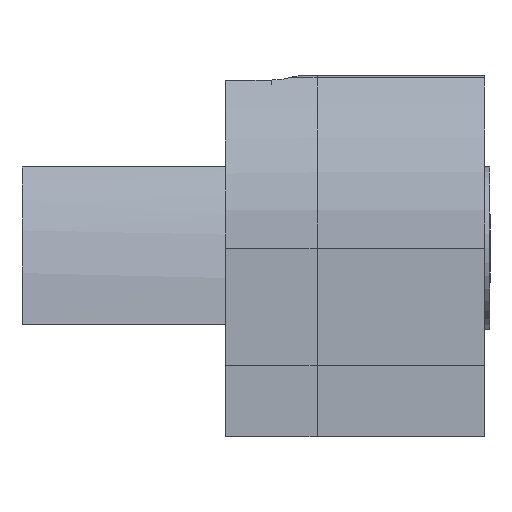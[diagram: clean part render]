
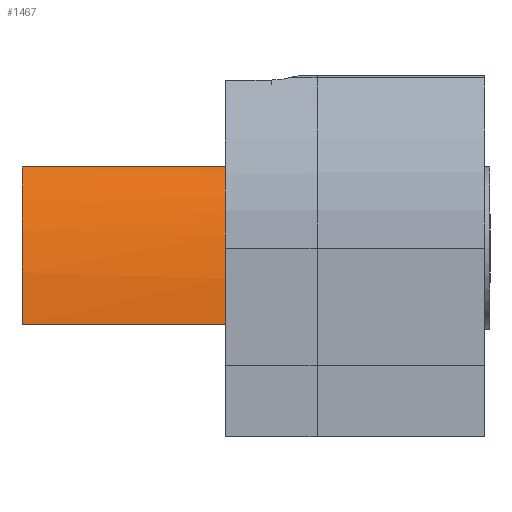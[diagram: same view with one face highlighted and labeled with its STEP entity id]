
A CAD part, left-side view. The second image highlights one B-rep face of the part: STEP entity #1467.
In plain terms, the highlighted face is a extrusion surface.
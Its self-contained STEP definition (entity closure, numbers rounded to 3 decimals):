
#252 = VERTEX_POINT('',#253);
#253 = CARTESIAN_POINT('',(-6.999,9.,5.));
#267 = PLANE('',#268);
#268 = AXIS2_PLACEMENT_3D('',#269,#270,#271);
#269 = CARTESIAN_POINT('',(0.,9.,1.312));
#270 = DIRECTION('',(0.,1.,0.));
#271 = DIRECTION('',(0.,0.,1.));
#295 = PLANE('',#296);
#296 = AXIS2_PLACEMENT_3D('',#297,#298,#299);
#297 = CARTESIAN_POINT('',(13.,9.,5.));
#298 = DIRECTION('',(0.,-1.,0.));
#299 = DIRECTION('',(-1.,0.,0.));
#539 = VERTEX_POINT('',#540);
#540 = CARTESIAN_POINT('',(-4.642,9.,8.));
#554 = PLANE('',#555);
#555 = AXIS2_PLACEMENT_3D('',#556,#557,#558);
#556 = CARTESIAN_POINT('',(4.642,9.,8.));
#557 = DIRECTION('',(0.,0.,1.));
#558 = DIRECTION('',(-1.,0.,0.));
#709 = PLANE('',#710);
#710 = AXIS2_PLACEMENT_3D('',#711,#712,#713);
#711 = CARTESIAN_POINT('',(0.,29.,1.312));
#712 = DIRECTION('',(0.,1.,0.));
#713 = DIRECTION('',(0.,0.,1.));
#918 = VERTEX_POINT('',#919);
#919 = CARTESIAN_POINT('',(-10.,9.,-7.5));
#933 = PLANE('',#934);
#934 = AXIS2_PLACEMENT_3D('',#935,#936,#937);
#935 = CARTESIAN_POINT('',(-9.,9.,-7.5));
#936 = DIRECTION('',(0.,0.,1.));
#937 = DIRECTION('',(-1.,0.,0.));
#945 = EDGE_CURVE('',#918,#252,#946,.T.);
#946 = SURFACE_CURVE('',#947,(#952,#959),.PCURVE_S1.);
#947 = ELLIPSE('',#948,17.5,10.);
#948 = AXIS2_PLACEMENT_3D('',#949,#950,#951);
#949 = CARTESIAN_POINT('',(0.,9.,-7.5));
#950 = DIRECTION('',(0.,1.,0.));
#951 = DIRECTION('',(0.,0.,1.));
#952 = PCURVE('',#267,#953);
#953 = DEFINITIONAL_REPRESENTATION('',(#954),#958);
#954 = ELLIPSE('',#955,17.5,10.);
#955 = AXIS2_PLACEMENT_2D('',#956,#957);
#956 = CARTESIAN_POINT('',(-8.812,0.));
#957 = DIRECTION('',(1.,0.));
#958 = ( GEOMETRIC_REPRESENTATION_CONTEXT(2) 
PARAMETRIC_REPRESENTATION_CONTEXT() REPRESENTATION_CONTEXT('2D SPACE',''
  ) );
#959 = PCURVE('',#960,#968);
#960 = SURFACE_OF_LINEAR_EXTRUSION('',#961,#966);
#961 = ELLIPSE('',#962,17.5,10.);
#962 = AXIS2_PLACEMENT_3D('',#963,#964,#965);
#963 = CARTESIAN_POINT('',(0.,9.,-7.5));
#964 = DIRECTION('',(0.,1.,0.));
#965 = DIRECTION('',(0.,0.,1.));
#966 = VECTOR('',#967,1.);
#967 = DIRECTION('',(0.,-1.,0.));
#968 = DEFINITIONAL_REPRESENTATION('',(#969),#973);
#969 = LINE('',#970,#971);
#970 = CARTESIAN_POINT('',(0.,0.));
#971 = VECTOR('',#972,1.);
#972 = DIRECTION('',(1.,0.));
#973 = ( GEOMETRIC_REPRESENTATION_CONTEXT(2) 
PARAMETRIC_REPRESENTATION_CONTEXT() REPRESENTATION_CONTEXT('2D SPACE',''
  ) );
#978 = EDGE_CURVE('',#252,#539,#979,.T.);
#979 = SURFACE_CURVE('',#980,(#985,#996),.PCURVE_S1.);
#980 = ELLIPSE('',#981,17.5,10.);
#981 = AXIS2_PLACEMENT_3D('',#982,#983,#984);
#982 = CARTESIAN_POINT('',(0.,9.,-7.5));
#983 = DIRECTION('',(0.,1.,0.));
#984 = DIRECTION('',(0.,0.,1.));
#985 = PCURVE('',#295,#986);
#986 = DEFINITIONAL_REPRESENTATION('',(#987),#995);
#987 = ( BOUNDED_CURVE() B_SPLINE_CURVE(2,(#988,#989,#990,#991,#992,#993
,#994),.UNSPECIFIED.,.T.,.F.) B_SPLINE_CURVE_WITH_KNOTS((1,2,2,2,2,1),(
    -2.094,0.,2.094,4.189,6.283,
8.378),.UNSPECIFIED.) CURVE() GEOMETRIC_REPRESENTATION_ITEM() 
RATIONAL_B_SPLINE_CURVE((1.,0.5,1.,0.5,1.,0.5,1.)) REPRESENTATION_ITEM(
  '') );
#988 = CARTESIAN_POINT('',(13.,-5.));
#989 = CARTESIAN_POINT('',(-4.321,-5.));
#990 = CARTESIAN_POINT('',(4.34,21.25));
#991 = CARTESIAN_POINT('',(13.,47.5));
#992 = CARTESIAN_POINT('',(21.66,21.25));
#993 = CARTESIAN_POINT('',(30.321,-5.));
#994 = CARTESIAN_POINT('',(13.,-5.));
#995 = ( GEOMETRIC_REPRESENTATION_CONTEXT(2) 
PARAMETRIC_REPRESENTATION_CONTEXT() REPRESENTATION_CONTEXT('2D SPACE',''
  ) );
#996 = PCURVE('',#960,#997);
#997 = DEFINITIONAL_REPRESENTATION('',(#998),#1002);
#998 = LINE('',#999,#1000);
#999 = CARTESIAN_POINT('',(0.,0.));
#1000 = VECTOR('',#1001,1.);
#1001 = DIRECTION('',(1.,0.));
#1002 = ( GEOMETRIC_REPRESENTATION_CONTEXT(2) 
PARAMETRIC_REPRESENTATION_CONTEXT() REPRESENTATION_CONTEXT('2D SPACE',''
  ) );
#1192 = VERTEX_POINT('',#1193);
#1193 = CARTESIAN_POINT('',(-4.642,29.,8.));
#1214 = EDGE_CURVE('',#539,#1192,#1215,.T.);
#1215 = SURFACE_CURVE('',#1216,(#1220,#1227),.PCURVE_S1.);
#1216 = LINE('',#1217,#1218);
#1217 = CARTESIAN_POINT('',(-4.642,9.,8.));
#1218 = VECTOR('',#1219,1.);
#1219 = DIRECTION('',(0.,1.,0.));
#1220 = PCURVE('',#554,#1221);
#1221 = DEFINITIONAL_REPRESENTATION('',(#1222),#1226);
#1222 = LINE('',#1223,#1224);
#1223 = CARTESIAN_POINT('',(9.285,0.));
#1224 = VECTOR('',#1225,1.);
#1225 = DIRECTION('',(0.,-1.));
#1226 = ( GEOMETRIC_REPRESENTATION_CONTEXT(2) 
PARAMETRIC_REPRESENTATION_CONTEXT() REPRESENTATION_CONTEXT('2D SPACE',''
  ) );
#1227 = PCURVE('',#960,#1228);
#1228 = DEFINITIONAL_REPRESENTATION('',(#1229),#1233);
#1229 = LINE('',#1230,#1231);
#1230 = CARTESIAN_POINT('',(5.8,0.));
#1231 = VECTOR('',#1232,1.);
#1232 = DIRECTION('',(0.,-1.));
#1233 = ( GEOMETRIC_REPRESENTATION_CONTEXT(2) 
PARAMETRIC_REPRESENTATION_CONTEXT() REPRESENTATION_CONTEXT('2D SPACE',''
  ) );
#1386 = EDGE_CURVE('',#1387,#1192,#1389,.T.);
#1387 = VERTEX_POINT('',#1388);
#1388 = CARTESIAN_POINT('',(-10.,29.,-7.5));
#1389 = SURFACE_CURVE('',#1390,(#1395,#1402),.PCURVE_S1.);
#1390 = ELLIPSE('',#1391,17.5,10.);
#1391 = AXIS2_PLACEMENT_3D('',#1392,#1393,#1394);
#1392 = CARTESIAN_POINT('',(0.,29.,-7.5));
#1393 = DIRECTION('',(0.,1.,0.));
#1394 = DIRECTION('',(0.,0.,1.));
#1395 = PCURVE('',#709,#1396);
#1396 = DEFINITIONAL_REPRESENTATION('',(#1397),#1401);
#1397 = ELLIPSE('',#1398,17.5,10.);
#1398 = AXIS2_PLACEMENT_2D('',#1399,#1400);
#1399 = CARTESIAN_POINT('',(-8.812,0.));
#1400 = DIRECTION('',(1.,0.));
#1401 = ( GEOMETRIC_REPRESENTATION_CONTEXT(2) 
PARAMETRIC_REPRESENTATION_CONTEXT() REPRESENTATION_CONTEXT('2D SPACE',''
  ) );
#1402 = PCURVE('',#960,#1403);
#1403 = DEFINITIONAL_REPRESENTATION('',(#1404),#1408);
#1404 = LINE('',#1405,#1406);
#1405 = CARTESIAN_POINT('',(0.,-20.));
#1406 = VECTOR('',#1407,1.);
#1407 = DIRECTION('',(1.,0.));
#1408 = ( GEOMETRIC_REPRESENTATION_CONTEXT(2) 
PARAMETRIC_REPRESENTATION_CONTEXT() REPRESENTATION_CONTEXT('2D SPACE',''
  ) );
#1467 = ADVANCED_FACE('',(#1468),#960,.F.);
#1468 = FACE_BOUND('',#1469,.F.);
#1469 = EDGE_LOOP('',(#1470,#1491,#1492,#1493,#1494));
#1470 = ORIENTED_EDGE('',*,*,#1471,.T.);
#1471 = EDGE_CURVE('',#918,#1387,#1472,.T.);
#1472 = SURFACE_CURVE('',#1473,(#1477,#1484),.PCURVE_S1.);
#1473 = LINE('',#1474,#1475);
#1474 = CARTESIAN_POINT('',(-10.,9.,-7.5));
#1475 = VECTOR('',#1476,1.);
#1476 = DIRECTION('',(0.,1.,0.));
#1477 = PCURVE('',#960,#1478);
#1478 = DEFINITIONAL_REPRESENTATION('',(#1479),#1483);
#1479 = LINE('',#1480,#1481);
#1480 = CARTESIAN_POINT('',(4.712,0.));
#1481 = VECTOR('',#1482,1.);
#1482 = DIRECTION('',(0.,-1.));
#1483 = ( GEOMETRIC_REPRESENTATION_CONTEXT(2) 
PARAMETRIC_REPRESENTATION_CONTEXT() REPRESENTATION_CONTEXT('2D SPACE',''
  ) );
#1484 = PCURVE('',#933,#1485);
#1485 = DEFINITIONAL_REPRESENTATION('',(#1486),#1490);
#1486 = LINE('',#1487,#1488);
#1487 = CARTESIAN_POINT('',(1.,0.));
#1488 = VECTOR('',#1489,1.);
#1489 = DIRECTION('',(0.,-1.));
#1490 = ( GEOMETRIC_REPRESENTATION_CONTEXT(2) 
PARAMETRIC_REPRESENTATION_CONTEXT() REPRESENTATION_CONTEXT('2D SPACE',''
  ) );
#1491 = ORIENTED_EDGE('',*,*,#1386,.T.);
#1492 = ORIENTED_EDGE('',*,*,#1214,.F.);
#1493 = ORIENTED_EDGE('',*,*,#978,.F.);
#1494 = ORIENTED_EDGE('',*,*,#945,.F.);
